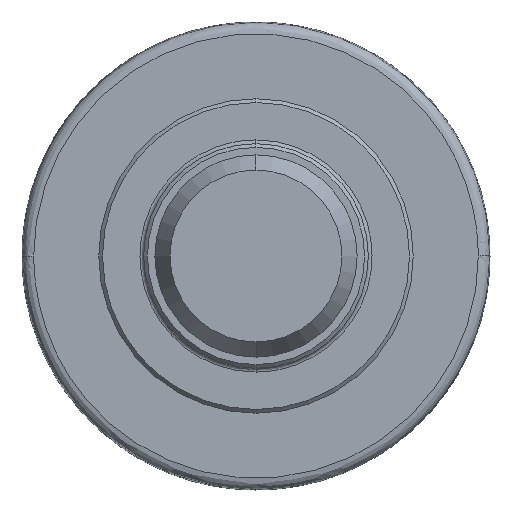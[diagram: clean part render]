
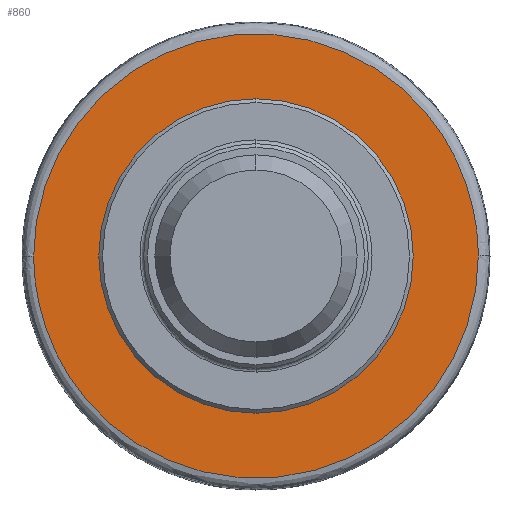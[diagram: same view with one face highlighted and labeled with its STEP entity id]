
A CAD part, left-side view. The second image highlights one B-rep face of the part: STEP entity #860.
In plain terms, the highlighted planar face has unit normal (-1, 0, 0).
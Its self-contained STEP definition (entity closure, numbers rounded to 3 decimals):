
#13 = EDGE_CURVE ( 'NONE', #528, #517, #555, .T. ) ;
#16 = EDGE_CURVE ( 'NONE', #507, #520, #428, .T. ) ;
#163 = EDGE_LOOP ( 'NONE', ( #393, #394, #395, #396, #397, #398, #399 ) ) ;
#174 = EDGE_LOOP ( 'NONE', ( #400, #401 ) ) ;
#393 = ORIENTED_EDGE ( 'NONE', *, *, #667, .T. ) ;
#394 = ORIENTED_EDGE ( 'NONE', *, *, #16, .T. ) ;
#395 = ORIENTED_EDGE ( 'NONE', *, *, #668, .T. ) ;
#396 = ORIENTED_EDGE ( 'NONE', *, *, #657, .T. ) ;
#397 = ORIENTED_EDGE ( 'NONE', *, *, #659, .T. ) ;
#398 = ORIENTED_EDGE ( 'NONE', *, *, #660, .T. ) ;
#399 = ORIENTED_EDGE ( 'NONE', *, *, #664, .T. ) ;
#400 = ORIENTED_EDGE ( 'NONE', *, *, #669, .F. ) ;
#401 = ORIENTED_EDGE ( 'NONE', *, *, #13, .F. ) ;
#428 = CIRCLE ( 'NONE', #677, 19.01 ) ;
#507 = VERTEX_POINT ( 'NONE', #1299 ) ;
#517 = VERTEX_POINT ( 'NONE', #1304 ) ;
#520 = VERTEX_POINT ( 'NONE', #1307 ) ;
#528 = VERTEX_POINT ( 'NONE', #1314 ) ;
#555 =( BOUNDED_CURVE ( )  B_SPLINE_CURVE ( 3, ( #922, #927, #928, #929 ),
 .UNSPECIFIED., .F., .F. ) 
 B_SPLINE_CURVE_WITH_KNOTS ( ( 4, 4 ),
 ( 0.25, 0.75 ),
 .UNSPECIFIED. ) 
 CURVE ( )  GEOMETRIC_REPRESENTATION_ITEM ( )  RATIONAL_B_SPLINE_CURVE ( ( 1., 0.333, 0.333, 1. ) ) 
 REPRESENTATION_ITEM ( '' )  );
#561 =( BOUNDED_CURVE ( )  B_SPLINE_CURVE ( 3, ( #1801, #1836, #1837, #1838, #1839, #1840, #1841 ),
 .UNSPECIFIED., .F., .F. ) 
 B_SPLINE_CURVE_WITH_KNOTS ( ( 4, 3, 4 ),
 ( 4.056, 6.283, 8.511 ),
 .UNSPECIFIED. ) 
 CURVE ( )  GEOMETRIC_REPRESENTATION_ITEM ( )  RATIONAL_B_SPLINE_CURVE ( ( 1., 0.628, 0.628, 1., 0.628, 0.628, 1. ) ) 
 REPRESENTATION_ITEM ( '' )  );
#563 =( BOUNDED_CURVE ( )  B_SPLINE_CURVE ( 3, ( #1864, #1869, #1870, #1871 ),
 .UNSPECIFIED., .F., .T. ) 
 B_SPLINE_CURVE_WITH_KNOTS ( ( 4, 4 ),
 ( 0.75, 1.25 ),
 .UNSPECIFIED. ) 
 CURVE ( )  GEOMETRIC_REPRESENTATION_ITEM ( )  RATIONAL_B_SPLINE_CURVE ( ( 1., 0.333, 0.333, 1. ) ) 
 REPRESENTATION_ITEM ( '' )  );
#657 = EDGE_CURVE ( 'NONE', #901, #903, #1979, .T. ) ;
#659 = EDGE_CURVE ( 'NONE', #903, #904, #1980, .T. ) ;
#660 = EDGE_CURVE ( 'NONE', #904, #906, #561, .T. ) ;
#664 = EDGE_CURVE ( 'NONE', #906, #907, #1988, .T. ) ;
#667 = EDGE_CURVE ( 'NONE', #907, #507, #1987, .T. ) ;
#668 = EDGE_CURVE ( 'NONE', #520, #901, #1996, .T. ) ;
#669 = EDGE_CURVE ( 'NONE', #517, #528, #563, .T. ) ;
#677 = AXIS2_PLACEMENT_3D ( 'NONE', #925, #936, #937 ) ;
#744 = AXIS2_PLACEMENT_3D ( 'NONE', #1857, #1865, #1866 ) ;
#794 = AXIS2_PLACEMENT_3D ( 'NONE', #2347, #2387, #2388 ) ;
#860 = ADVANCED_FACE ( 'NONE', ( #2090, #2087 ), #2386, .T. ) ;
#901 = VERTEX_POINT ( 'NONE', #2460 ) ;
#903 = VERTEX_POINT ( 'NONE', #2462 ) ;
#904 = VERTEX_POINT ( 'NONE', #2463 ) ;
#906 = VERTEX_POINT ( 'NONE', #2465 ) ;
#907 = VERTEX_POINT ( 'NONE', #2466 ) ;
#922 = CARTESIAN_POINT ( 'NONE',  ( 14.9, -29.678, 0. ) ) ;
#925 = CARTESIAN_POINT ( 'NONE',  ( 14.9, 0., 0. ) ) ;
#927 = CARTESIAN_POINT ( 'NONE',  ( 14.9, -29.678, -59.355 ) ) ;
#928 = CARTESIAN_POINT ( 'NONE',  ( 14.9, 29.678, -59.355 ) ) ;
#929 = CARTESIAN_POINT ( 'NONE',  ( 14.9, 29.678, 0. ) ) ;
#936 = DIRECTION ( 'NONE',  ( 1., 0., 0. ) ) ;
#937 = DIRECTION ( 'NONE',  ( 0., 0., -1. ) ) ;
#1299 = CARTESIAN_POINT ( 'NONE',  ( 14.9, -1.109, 18.978 ) ) ;
#1304 = CARTESIAN_POINT ( 'NONE',  ( 14.9, 29.678, 0. ) ) ;
#1307 = CARTESIAN_POINT ( 'NONE',  ( 14.9, 0., -19.01 ) ) ;
#1314 = CARTESIAN_POINT ( 'NONE',  ( 14.9, -29.678, 0. ) ) ;
#1801 = CARTESIAN_POINT ( 'NONE',  ( 14.9, 0.99, 18.25 ) ) ;
#1807 = CARTESIAN_POINT ( 'NONE',  ( 14.9, 1.109, 27.325 ) ) ;
#1808 = DIRECTION ( 'NONE',  ( 0., 0., -1. ) ) ;
#1833 = CARTESIAN_POINT ( 'NONE',  ( 14.9, 0., 18.25 ) ) ;
#1834 = DIRECTION ( 'NONE',  ( 0., -1., 0. ) ) ;
#1836 = CARTESIAN_POINT ( 'NONE',  ( 14.9, 1.718, 16.457 ) ) ;
#1837 = CARTESIAN_POINT ( 'NONE',  ( 14.9, 1.192, 14.425 ) ) ;
#1838 = CARTESIAN_POINT ( 'NONE',  ( 14.9, 0., 14.425 ) ) ;
#1839 = CARTESIAN_POINT ( 'NONE',  ( 14.9, -1.192, 14.425 ) ) ;
#1840 = CARTESIAN_POINT ( 'NONE',  ( 14.9, -1.718, 16.457 ) ) ;
#1841 = CARTESIAN_POINT ( 'NONE',  ( 14.9, -0.99, 18.25 ) ) ;
#1855 = CARTESIAN_POINT ( 'NONE',  ( 14.9, 0., 18.25 ) ) ;
#1856 = DIRECTION ( 'NONE',  ( 0., -1., 0. ) ) ;
#1857 = CARTESIAN_POINT ( 'NONE',  ( 14.9, 0., 0. ) ) ;
#1862 = CARTESIAN_POINT ( 'NONE',  ( 14.9, -1.109, 27.325 ) ) ;
#1863 = DIRECTION ( 'NONE',  ( 0., 0., 1. ) ) ;
#1864 = CARTESIAN_POINT ( 'NONE',  ( 14.9, 29.678, 0. ) ) ;
#1865 = DIRECTION ( 'NONE',  ( 1., 0., 0. ) ) ;
#1866 = DIRECTION ( 'NONE',  ( 0., 0., -1. ) ) ;
#1869 = CARTESIAN_POINT ( 'NONE',  ( 14.9, 29.678, 59.355 ) ) ;
#1870 = CARTESIAN_POINT ( 'NONE',  ( 14.9, -29.678, 59.355 ) ) ;
#1871 = CARTESIAN_POINT ( 'NONE',  ( 14.9, -29.678, 0. ) ) ;
#1979 = LINE ( 'NONE', #1807, #1982 ) ;
#1980 = LINE ( 'NONE', #1833, #1984 ) ;
#1982 = VECTOR ( 'NONE', #1808, 1000. ) ;
#1984 = VECTOR ( 'NONE', #1834, 1000. ) ;
#1986 = VECTOR ( 'NONE', #1856, 1000. ) ;
#1987 = LINE ( 'NONE', #1862, #1991 ) ;
#1988 = LINE ( 'NONE', #1855, #1986 ) ;
#1991 = VECTOR ( 'NONE', #1863, 1000. ) ;
#1996 = CIRCLE ( 'NONE', #744, 19.01 ) ;
#2087 = FACE_OUTER_BOUND ( 'NONE', #174, .T. ) ;
#2090 = FACE_BOUND ( 'NONE', #163, .T. ) ;
#2347 = CARTESIAN_POINT ( 'NONE',  ( 14.9, 0., 27.325 ) ) ;
#2386 = PLANE ( 'NONE',  #794 ) ;
#2387 = DIRECTION ( 'NONE',  ( -1., 0., 0. ) ) ;
#2388 = DIRECTION ( 'NONE',  ( 0., 0., 1. ) ) ;
#2460 = CARTESIAN_POINT ( 'NONE',  ( 14.9, 1.109, 18.978 ) ) ;
#2462 = CARTESIAN_POINT ( 'NONE',  ( 14.9, 1.109, 18.25 ) ) ;
#2463 = CARTESIAN_POINT ( 'NONE',  ( 14.9, 0.99, 18.25 ) ) ;
#2465 = CARTESIAN_POINT ( 'NONE',  ( 14.9, -0.99, 18.25 ) ) ;
#2466 = CARTESIAN_POINT ( 'NONE',  ( 14.9, -1.109, 18.25 ) ) ;
